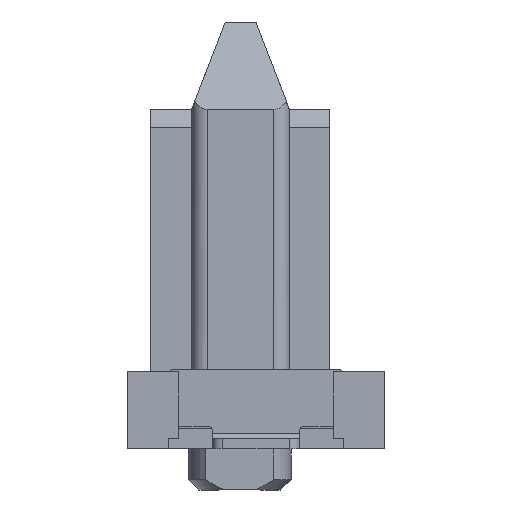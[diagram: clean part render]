
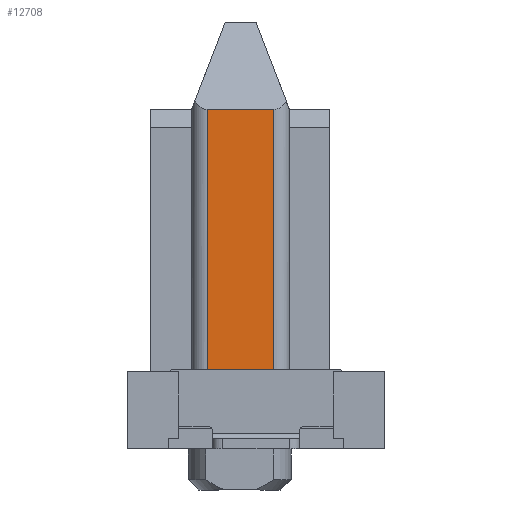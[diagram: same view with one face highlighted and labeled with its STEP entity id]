
A CAD part, left-side view. The second image highlights one B-rep face of the part: STEP entity #12708.
In plain terms, the highlighted planar face has unit normal (-1, 0, 0).
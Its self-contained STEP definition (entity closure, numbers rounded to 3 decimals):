
#163=DIRECTION('',(0.,-1.,0.));
#164=VECTOR('',#163,1.3);
#165=CARTESIAN_POINT('',(-20.215,0.95,-5.1));
#166=LINE('',#165,#164);
#2056=DIRECTION('',(0.,0.,1.));
#2057=VECTOR('',#2056,5.1);
#2058=CARTESIAN_POINT('',(-20.215,-0.35,-5.1));
#2059=LINE('',#2058,#2057);
#2067=DIRECTION('',(0.,-1.,0.));
#2068=VECTOR('',#2067,1.3);
#2069=CARTESIAN_POINT('',(-20.215,0.95,0.));
#2070=LINE('',#2069,#2068);
#2071=DIRECTION('',(0.,0.,1.));
#2072=VECTOR('',#2071,5.1);
#2073=CARTESIAN_POINT('',(-20.215,0.95,-5.1));
#2074=LINE('',#2073,#2072);
#9782=CARTESIAN_POINT('',(-20.215,0.95,-5.1));
#9783=VERTEX_POINT('',#9782);
#9784=CARTESIAN_POINT('',(-20.215,-0.35,-5.1));
#9785=VERTEX_POINT('',#9784);
#9802=CARTESIAN_POINT('',(-20.215,0.95,0.));
#9803=CARTESIAN_POINT('',(-20.215,-0.35,0.));
#9804=VERTEX_POINT('',#9802);
#9805=VERTEX_POINT('',#9803);
#12695=CARTESIAN_POINT('',(-20.215,0.95,-5.1));
#12696=DIRECTION('',(-1.,0.,0.));
#12697=DIRECTION('',(0.,-1.,0.));
#12698=AXIS2_PLACEMENT_3D('',#12695,#12696,#12697);
#12699=PLANE('',#12698);
#12701=ORIENTED_EDGE('',*,*,#12700,.T.);
#12702=ORIENTED_EDGE('',*,*,#12688,.F.);
#12703=ORIENTED_EDGE('',*,*,#10408,.F.);
#12705=ORIENTED_EDGE('',*,*,#12704,.T.);
#12706=EDGE_LOOP('',(#12701,#12702,#12703,#12705));
#12707=FACE_OUTER_BOUND('',#12706,.F.);
#10408=EDGE_CURVE('',#9783,#9785,#166,.T.);
#12688=EDGE_CURVE('',#9785,#9805,#2059,.T.);
#12700=EDGE_CURVE('',#9804,#9805,#2070,.T.);
#12704=EDGE_CURVE('',#9783,#9804,#2074,.T.);
#12708=ADVANCED_FACE('',(#12707),#12699,.T.);
